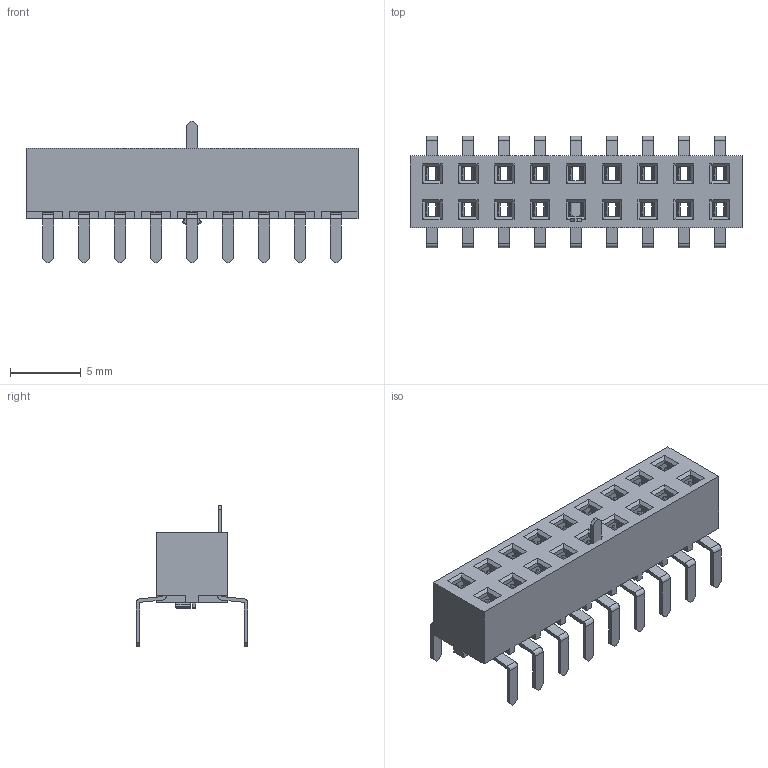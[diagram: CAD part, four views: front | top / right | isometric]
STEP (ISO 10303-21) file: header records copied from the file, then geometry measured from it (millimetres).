
FILE_DESCRIPTION( ( 'Unknown' ), '1' );
FILE_NAME( '613018216921.stp', 'Unknown', ( 'Unknown' ), ( 'Unknown' ), 'PSStep 14.0', 'Unknown', ' ' );
FILE_SCHEMA( ( 'AUTOMOTIVE_DESIGN { 1 0 10303 214 1 1 1 1 }' ) );
Length unit declared in the file: millimetre
Products named in the file (3): Assem1; 6130xx216921_PIN; 613018216921
Bounding box: 23.46 x 7.87 x 10 mm (x, y, z)
Volume: 692.7 mm3; surface area: 2884.9 mm2
Topology: 21 solids, 21 shells, 1922 faces, 5116 edges, 3236 vertices
Faces by surface type: plane 1314, cylinder 608
Entity records: 12996 total; most frequent: CARTESIAN_POINT 1860, ORIENTED_EDGE 1784, DIRECTION 1640, EDGE_CURVE 892, LINE 824, VECTOR 824, VERTEX_POINT 564, AXIS2_PLACEMENT_3D 408
